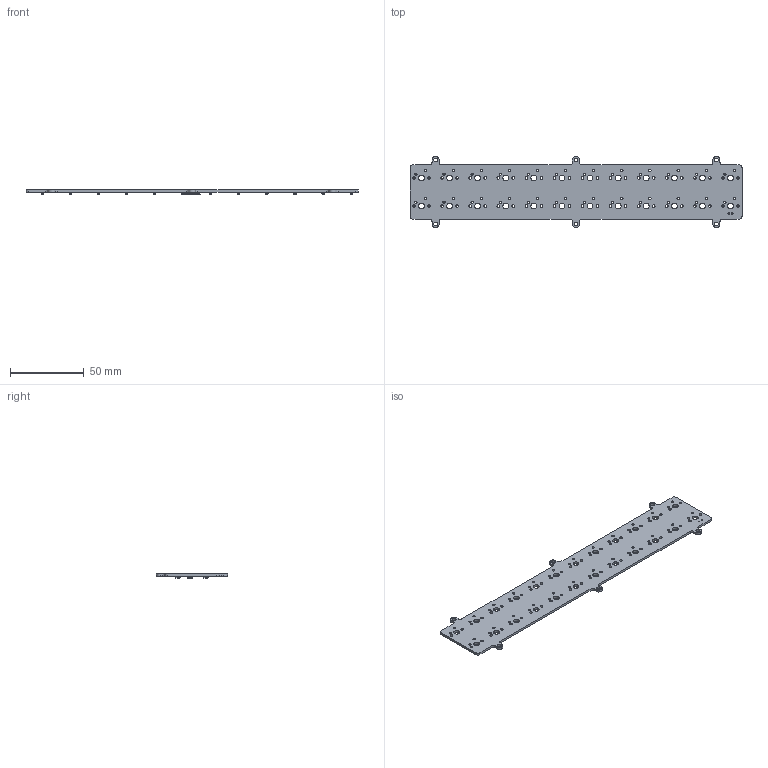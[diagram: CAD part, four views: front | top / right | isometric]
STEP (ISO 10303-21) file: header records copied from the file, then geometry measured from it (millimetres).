
FILE_DESCRIPTION(('KiCad electronic assembly'),'2;1');
FILE_NAME('mx-unsaver-frow.step','2025-12-05T22:04:45',('Pcbnew'),( 'Kicad'),'Open CASCADE STEP processor 7.7','KiCad to STEP converter' ,'Unknown');
FILE_SCHEMA(('AUTOMOTIVE_DESIGN { 1 0 10303 214 1 1 1 1 }'));
Length unit declared in the file: millimetre
Products named in the file (8): mx-unsaver-frow 1; D_SOD-123; D_SOD_123; R_0805_2012Metric; 10051922-2010ELF--3DModel-STEP-533217; P10051922_2010ELF; mx-unsaver-frow_PCB
Assembly tree (30 placements, depth 3):
  mx-unsaver-frow 1
    D_SOD-123  x24
      D_SOD_123
    R_0805_2012Metric
      R_0805_2012Metric
    10051922-2010ELF--3DModel-STEP-533217
      P10051922_2010ELF
    mx-unsaver-frow_PCB
Bounding box: 225.15 x 48.2 x 2.92 mm (x, y, z)
Volume: 12793.8 mm3; surface area: 18799.6 mm2
Topology: 27 solids, 27 shells, 2580 faces, 6643 edges, 4106 vertices
Faces by surface type: plane 1438, bspline 624, cylinder 518
Full cylindrical faces by diameter (mm): 1.04 x2, 1.524 x48, 1.75 x48, 2.7 x6, 3.988 x24
Entity records: 35957 total; most frequent: CARTESIAN_POINT 6225, ORIENTED_EDGE 6110, DIRECTION 5781, EDGE_CURVE 3055, LINE 2353, VECTOR 2353, VERTEX_POINT 1990, AXIS2_PLACEMENT_3D 1714
